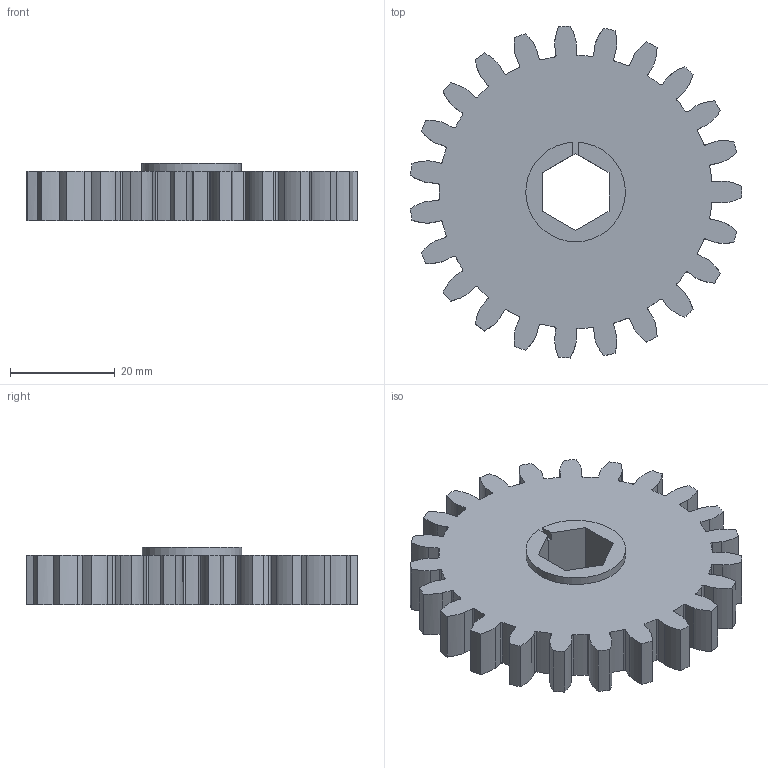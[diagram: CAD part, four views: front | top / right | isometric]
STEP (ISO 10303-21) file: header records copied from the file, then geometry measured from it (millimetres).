
FILE_DESCRIPTION(/* description */ (''),/* implementation_level */ '2;1');
FILE_NAME(/* name */ '23T 10DP Spur Gear.step',/* time_stamp */ '2024-08-02T21:19:08-04:00',/* author */ (''),/* organization */ (''),/* preprocessor_version */ 'ST-DEVELOPER v20',/* originating_system */ 'Autodesk Translation Framework v13.14.0.145',/* authorisation */ '');
FILE_SCHEMA (('AUTOMOTIVE_DESIGN { 1 0 10303 214 3 1 1 }'));
Length unit declared in the file: millimetre
Products named in the file (2): 23T 10DP Spur Gear; Spur Gear (23 teeth)
Assembly tree (1 placements, depth 2):
  23T 10DP Spur Gear
    Spur Gear (23 teeth)
Bounding box: 63.34 x 63.47 x 11.08 mm (x, y, z)
Volume: 23823.7 mm3; surface area: 9260.5 mm2
Topology: 1 solids, 1 shells, 196 faces, 582 edges, 388 vertices
Faces by surface type: cylinder 93, plane 57, bspline 46
Entity records: 19871 total; most frequent: CARTESIAN_POINT 14831, ORIENTED_EDGE 1164, DIRECTION 982, EDGE_CURVE 582, VERTEX_POINT 388, AXIS2_PLACEMENT_3D 339, LINE 304, VECTOR 304
